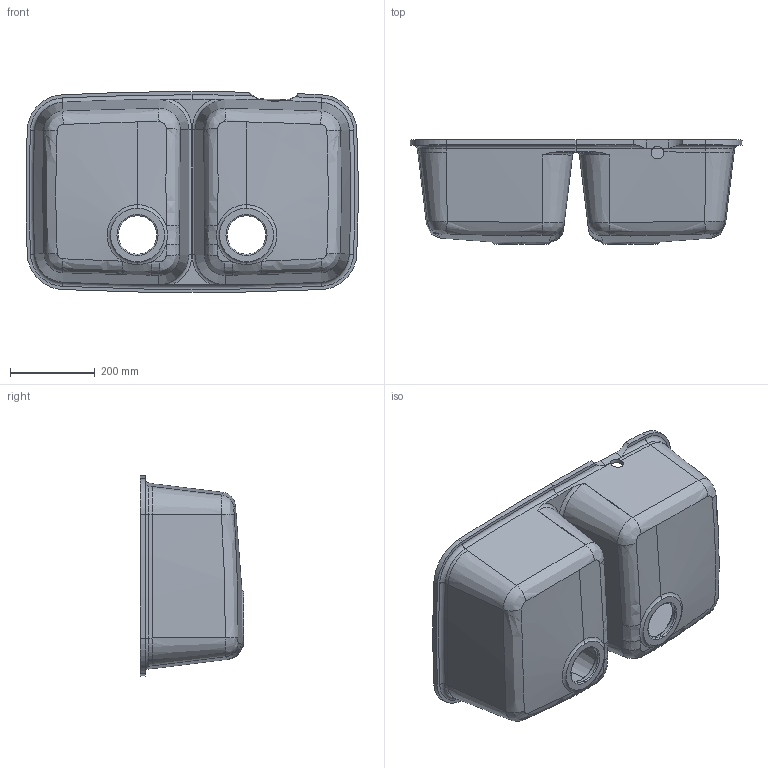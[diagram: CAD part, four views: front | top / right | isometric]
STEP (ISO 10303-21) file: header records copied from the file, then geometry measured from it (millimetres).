
FILE_DESCRIPTION (( 'STEP AP214' ), '1' );
FILE_NAME ('850_ACABADA_OVFL.STEP', '2018-07-27T10:14:44', ( '' ), ( '' ), 'SwSTEP 2.0', 'SolidWorks 2014', '' );
FILE_SCHEMA (( 'AUTOMOTIVE_DESIGN' ));
Length unit declared in the file: millimetre
Products named in the file (1): 850_ACABADA_OVFL
Bounding box: 785.12 x 245.74 x 474.6 mm (x, y, z)
Volume: 9230083.8 mm3; surface area: 1706799.7 mm2
Topology: 1 solids, 1 shells, 193 faces, 469 edges, 271 vertices
Faces by surface type: cone 72, torus 47, bspline 46, cylinder 16, plane 12
Entity records: 10121 total; most frequent: CARTESIAN_POINT 5879, ORIENTED_EDGE 930, DIRECTION 863, EDGE_CURVE 465, AXIS2_PLACEMENT_3D 383, VERTEX_POINT 271, CIRCLE 235, EDGE_LOOP 196
